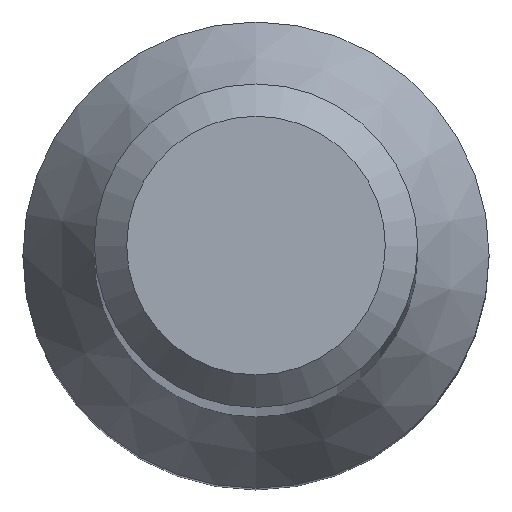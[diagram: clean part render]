
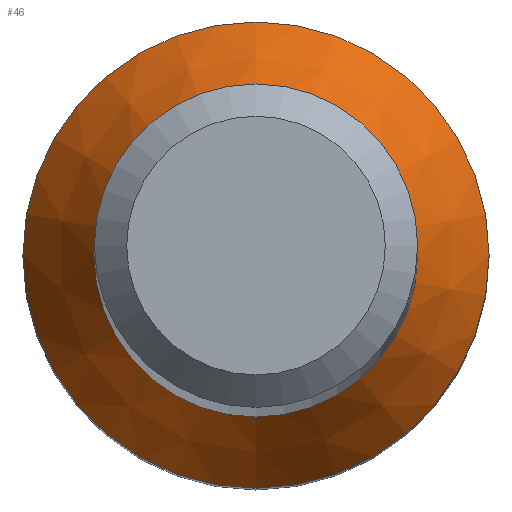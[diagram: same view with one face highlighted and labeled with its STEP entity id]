
A CAD part, top view. The second image highlights one B-rep face of the part: STEP entity #46.
In plain terms, the highlighted conical face has half-angle 30 degrees and reference radius 2.884 mm.
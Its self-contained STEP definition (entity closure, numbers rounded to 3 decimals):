
#3 = CIRCLE ( 'NONE', #62, 2. ) ;
#6 = ORIENTED_EDGE ( 'NONE', *, *, #220, .T. ) ;
#16 = FACE_BOUND ( 'NONE', #30, .T. ) ;
#22 = CARTESIAN_POINT ( 'NONE',  ( 0., 0., 12.461 ) ) ;
#30 = EDGE_LOOP ( 'NONE', ( #6 ) ) ;
#31 = DIRECTION ( 'NONE',  ( 0., 0., -1. ) ) ;
#46 = ADVANCED_FACE ( 'NONE', ( #16, #113 ), #68, .T. ) ;
#49 = EDGE_LOOP ( 'NONE', ( #69 ) ) ;
#60 = AXIS2_PLACEMENT_3D ( 'NONE', #22, #162, #185 ) ;
#62 = AXIS2_PLACEMENT_3D ( 'NONE', #71, #198, #216 ) ;
#68 = CONICAL_SURFACE ( 'NONE', #60, 2.884, 0.524 ) ;
#69 = ORIENTED_EDGE ( 'NONE', *, *, #230, .F. ) ;
#71 = CARTESIAN_POINT ( 'NONE',  ( 0., 0., 13.992 ) ) ;
#76 = CIRCLE ( 'NONE', #93, 2.884 ) ;
#89 = VERTEX_POINT ( 'NONE', #214 ) ;
#93 = AXIS2_PLACEMENT_3D ( 'NONE', #112, #31, #125 ) ;
#112 = CARTESIAN_POINT ( 'NONE',  ( 0., 0., 12.461 ) ) ;
#113 = FACE_OUTER_BOUND ( 'NONE', #49, .T. ) ;
#125 = DIRECTION ( 'NONE',  ( 0., 1., 0. ) ) ;
#137 = VERTEX_POINT ( 'NONE', #151 ) ;
#151 = CARTESIAN_POINT ( 'NONE',  ( 0., 2., 13.992 ) ) ;
#162 = DIRECTION ( 'NONE',  ( 0., 0., -1. ) ) ;
#185 = DIRECTION ( 'NONE',  ( 0., 1., 0. ) ) ;
#198 = DIRECTION ( 'NONE',  ( 0., 0., -1. ) ) ;
#214 = CARTESIAN_POINT ( 'NONE',  ( 0., 2.884, 12.461 ) ) ;
#216 = DIRECTION ( 'NONE',  ( 0., 1., 0. ) ) ;
#220 = EDGE_CURVE ( 'NONE', #137, #137, #3, .T. ) ;
#230 = EDGE_CURVE ( 'NONE', #89, #89, #76, .T. ) ;
